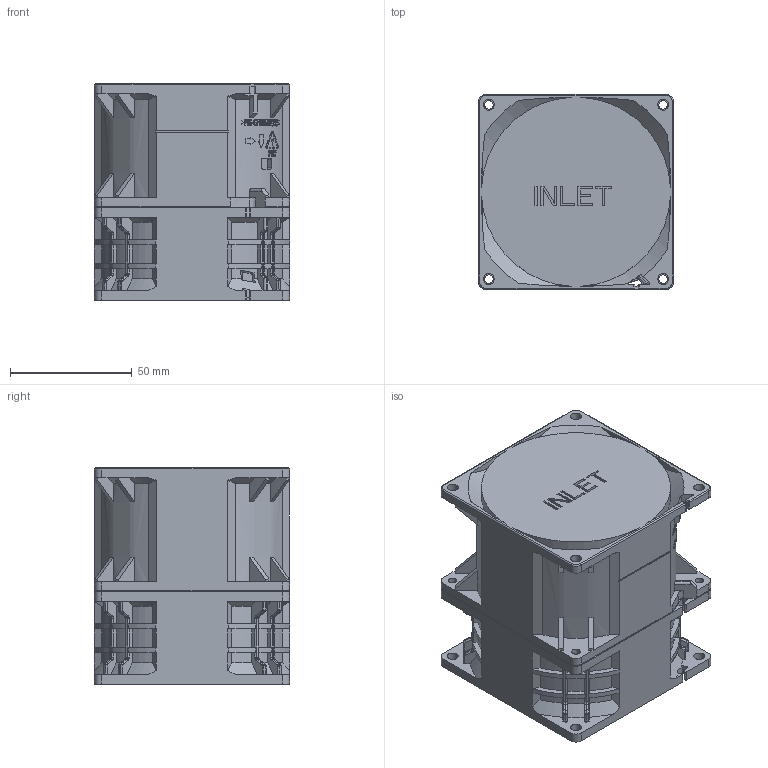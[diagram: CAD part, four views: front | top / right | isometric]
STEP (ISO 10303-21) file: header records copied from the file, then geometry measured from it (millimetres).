
FILE_DESCRIPTION((''),'2;1');
FILE_NAME('22','2022-04-26T',('QISONG.LUO'),(''),'CREO PARAMETRIC BY PTC INC, 2015080','CREO PARAMETRIC BY PTC INC, 2015080','');
FILE_SCHEMA(('CONFIG_CONTROL_DESIGN'));
Length unit declared in the file: millimetre
Products named in the file (1): 22
Bounding box: 80 x 80 x 88.8 mm (x, y, z)
Volume: 480339.1 mm3; surface area: 56486.1 mm2
Topology: 1 solids, 4 shells, 1422 faces, 3895 edges, 2530 vertices
Faces by surface type: plane 763, cylinder 383, cone 84, extrusion 80, torus 70, bspline 32, sphere 10
Entity records: 49439 total; most frequent: CARTESIAN_POINT 14070, ORIENTED_EDGE 7770, DIRECTION 6857, EDGE_CURVE 3885, VERTEX_POINT 2530, AXIS2_PLACEMENT_3D 2373, VECTOR 2111, LINE 2031
